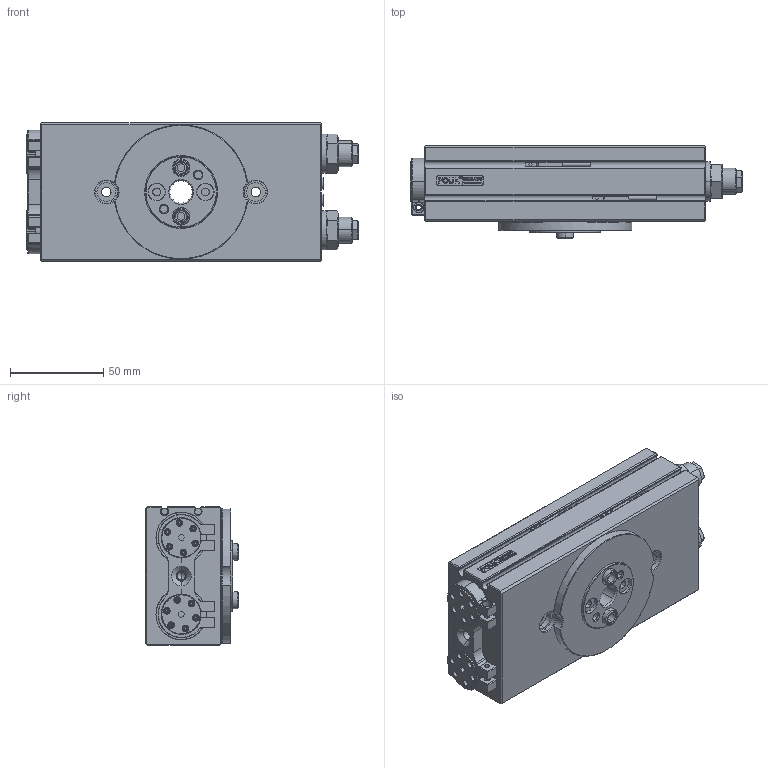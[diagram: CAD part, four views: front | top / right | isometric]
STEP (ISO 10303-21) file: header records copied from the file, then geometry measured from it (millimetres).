
FILE_DESCRIPTION (( 'STEP AP203' ), '1' );
FILE_NAME ('TP25-180.STEP', '2025-01-03T02:25:04', ( 'USER-' ), ( 'Microsoft' ), 'SwSTEP 2.0', 'SolidWorks 2018', '' );
FILE_SCHEMA (( 'CONFIG_CONTROL_DESIGN' ));
Length unit declared in the file: millimetre
Products named in the file (18): TP25; M4晦す芛蹟隊; TP25-06 茞癹弇裝; 棠羲換覜ん; TP25-04 遣喳蟀諉极; YH1412-A-03牉挴蹟譫; TP25-180; ﾏ擎ﾗ9｡ﾁ6｡ﾁ5; TP25-02 喘謫粣; TP25-07硬限位圈; TP25-05 茞癹弇蟀諉极; M14躇猾詩遠; TP25-01 褲极; YH1412-A-01綴猾褲极; TP25-08 癹弇縐嘀; 1412倰遣喳ん彸秶遴-1; TP25-10 粣創揤遠; 1412倰遣喳ん彸秶遴
Assembly tree (27 placements, depth 3):
  TP25-180
    1412倰遣喳ん彸秶遴
      YH1412-A-01綴猾褲极
    1412倰遣喳ん彸秶遴-1
      YH1412-A-01綴猾褲极
    TP25-01 褲极
    TP25-02 喘謫粣
    M4晦す芛蹟隊  x2
    TP25-05 茞癹弇蟀諉极  x2
    TP25-04 遣喳蟀諉极  x2
    YH1412-A-03牉挴蹟譫  x2
    M14躇猾詩遠  x2
    TP25-06 茞癹弇裝  x2
    TP25-07硬限位圈  x2
    TP25-08 癹弇縐嘀
    TP25-10 粣創揤遠
    TP25
    ﾏ擎ﾗ9｡ﾁ6｡ﾁ5  x2
    棠羲換覜ん  x2
Bounding box: 177.7 x 49.4 x 74 mm (x, y, z)
Volume: 342768.9 mm3; surface area: 114517.4 mm2
Topology: 25 solids, 40 shells, 2403 faces, 6126 edges, 3867 vertices
Faces by surface type: plane 1173, cone 515, cylinder 439, bspline 258, torus 18
Entity records: 64854 total; most frequent: CARTESIAN_POINT 21841, ORIENTED_EDGE 8962, DIRECTION 7606, EDGE_CURVE 4481, VERTEX_POINT 2873, AXIS2_PLACEMENT_3D 2590, VECTOR 2426, LINE 2426
